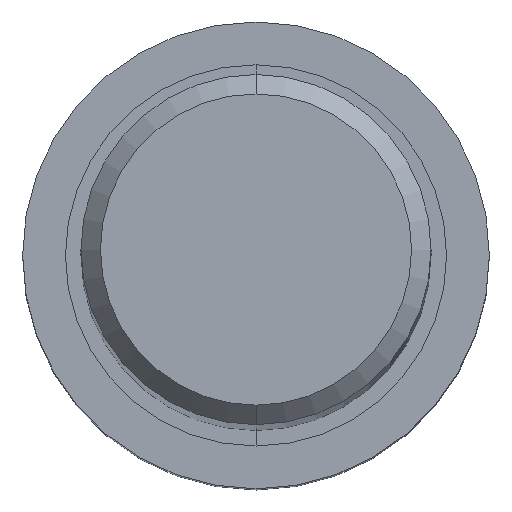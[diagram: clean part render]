
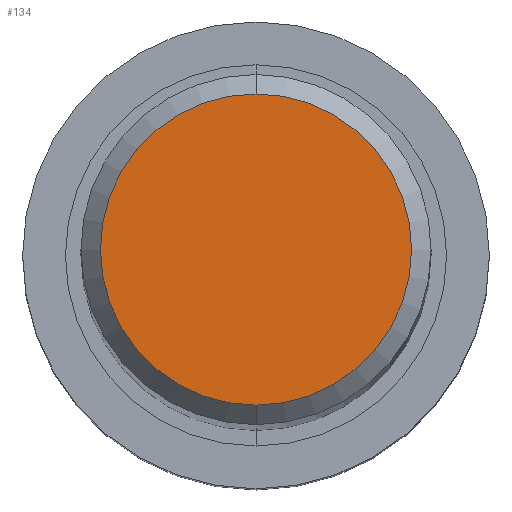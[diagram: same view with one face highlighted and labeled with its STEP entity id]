
A CAD part, top view. The second image highlights one B-rep face of the part: STEP entity #134.
In plain terms, the highlighted planar face has unit normal (0, 0, 1).
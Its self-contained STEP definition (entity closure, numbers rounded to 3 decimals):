
#134=ADVANCED_FACE('',(#352),#353,.T.);
#190=EDGE_CURVE('',#258,#314,#417,.T.);
#258=VERTEX_POINT('',#487);
#260=EDGE_CURVE('',#314,#258,#489,.T.);
#314=VERTEX_POINT('',#555);
#352=FACE_OUTER_BOUND('',#588,.T.);
#353=PLANE('',#589);
#417=CIRCLE('',#674,4.0);
#487=CARTESIAN_POINT('',(0.0,4.0,0.0));
#489=CIRCLE('',#775,4.0);
#555=CARTESIAN_POINT('',(0.,-4.0,0.0));
#588=EDGE_LOOP('',(#883,#884));
#589=AXIS2_PLACEMENT_3D('',#885,#886,#887);
#674=AXIS2_PLACEMENT_3D('',#966,#967,#968);
#775=AXIS2_PLACEMENT_3D('',#1023,#1024,#1025);
#883=ORIENTED_EDGE('',*,*,#190,.F.);
#884=ORIENTED_EDGE('',*,*,#260,.F.);
#885=CARTESIAN_POINT('',(0.0,2.0,0.0));
#886=DIRECTION('',(-0.0,0.0,1.0));
#887=DIRECTION('',(0.0,-1.0,0.0));
#966=CARTESIAN_POINT('',(0.0,0.0,0.0));
#967=DIRECTION('',(0.0,0.0,-1.0));
#968=DIRECTION('',(0.0,1.0,0.0));
#1023=CARTESIAN_POINT('',(0.0,0.0,0.0));
#1024=DIRECTION('',(0.0,0.0,-1.0));
#1025=DIRECTION('',(0.0,1.0,0.0));
